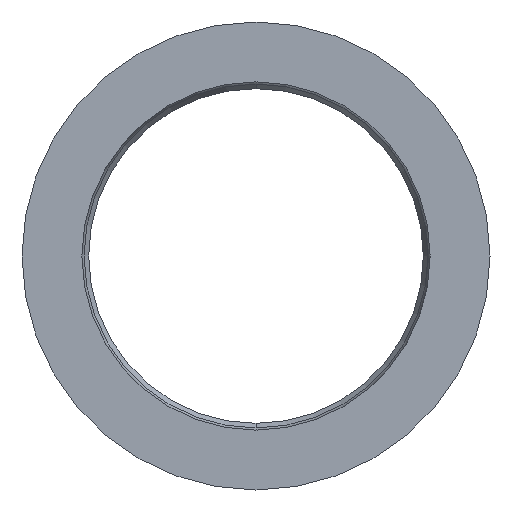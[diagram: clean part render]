
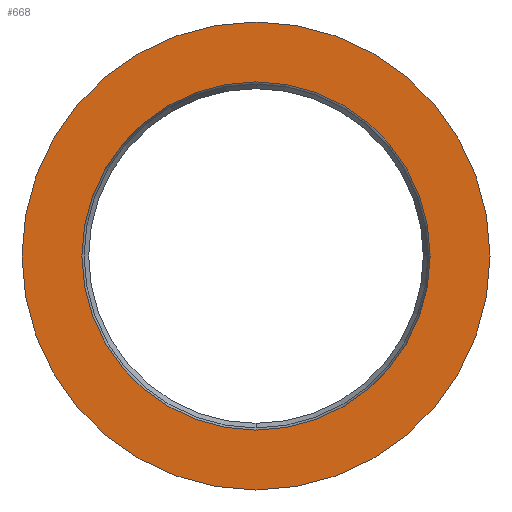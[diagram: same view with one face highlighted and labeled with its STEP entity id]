
A CAD part, left-side view. The second image highlights one B-rep face of the part: STEP entity #668.
In plain terms, the highlighted planar face has unit normal (-1, 0, 0).
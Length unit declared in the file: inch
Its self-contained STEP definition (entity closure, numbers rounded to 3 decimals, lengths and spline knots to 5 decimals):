
#37 = DIRECTION ( 'NONE',  ( 0., 0., 1. ) ) ;
#47 = CARTESIAN_POINT ( 'NONE',  ( 0., 0., 0. ) ) ;
#61 = EDGE_LOOP ( 'NONE', ( #356, #766 ) ) ;
#73 = VERTEX_POINT ( 'NONE', #576 ) ;
#74 = AXIS2_PLACEMENT_3D ( 'NONE', #177, #549, #713 ) ;
#129 = PLANE ( 'NONE',  #516 ) ;
#150 = VERTEX_POINT ( 'NONE', #526 ) ;
#167 = AXIS2_PLACEMENT_3D ( 'NONE', #721, #182, #776 ) ;
#177 = CARTESIAN_POINT ( 'NONE',  ( 0., 0., 0. ) ) ;
#182 = DIRECTION ( 'NONE',  ( -1., 0., 0. ) ) ;
#220 = AXIS2_PLACEMENT_3D ( 'NONE', #582, #578, #37 ) ;
#227 = DIRECTION ( 'NONE',  ( 0., 0., 1. ) ) ;
#272 = AXIS2_PLACEMENT_3D ( 'NONE', #288, #764, #227 ) ;
#288 = CARTESIAN_POINT ( 'NONE',  ( 0., 0., 0. ) ) ;
#322 = CIRCLE ( 'NONE', #167, 1.619 ) ;
#356 = ORIENTED_EDGE ( 'NONE', *, *, #632, .F. ) ;
#362 = DIRECTION ( 'NONE',  ( 0., 0., 1. ) ) ;
#377 = VERTEX_POINT ( 'NONE', #554 ) ;
#411 = FACE_OUTER_BOUND ( 'NONE', #732, .T. ) ;
#457 = CIRCLE ( 'NONE', #272, 1.2045 ) ;
#510 = ORIENTED_EDGE ( 'NONE', *, *, #572, .T. ) ;
#516 = AXIS2_PLACEMENT_3D ( 'NONE', #47, #785, #362 ) ;
#526 = CARTESIAN_POINT ( 'NONE',  ( 0., 0., -1.619 ) ) ;
#549 = DIRECTION ( 'NONE',  ( -1., 0., 0. ) ) ;
#554 = CARTESIAN_POINT ( 'NONE',  ( 0., 0., -1.2045 ) ) ;
#557 = CIRCLE ( 'NONE', #74, 1.2045 ) ;
#567 = VERTEX_POINT ( 'NONE', #699 ) ;
#572 = EDGE_CURVE ( 'NONE', #150, #73, #736, .T. ) ;
#576 = CARTESIAN_POINT ( 'NONE',  ( 0., 0., 1.619 ) ) ;
#578 = DIRECTION ( 'NONE',  ( -1., 0., 0. ) ) ;
#582 = CARTESIAN_POINT ( 'NONE',  ( 0., 0., 0. ) ) ;
#592 = EDGE_CURVE ( 'NONE', #377, #567, #457, .T. ) ;
#632 = EDGE_CURVE ( 'NONE', #567, #377, #557, .T. ) ;
#647 = FACE_BOUND ( 'NONE', #61, .T. ) ;
#668 = ADVANCED_FACE ( 'NONE', ( #411, #647 ), #129, .T. ) ;
#688 = ORIENTED_EDGE ( 'NONE', *, *, #696, .T. ) ;
#696 = EDGE_CURVE ( 'NONE', #73, #150, #322, .T. ) ;
#699 = CARTESIAN_POINT ( 'NONE',  ( 0., 0., 1.2045 ) ) ;
#713 = DIRECTION ( 'NONE',  ( 0., 0., 1. ) ) ;
#721 = CARTESIAN_POINT ( 'NONE',  ( 0., 0., 0. ) ) ;
#732 = EDGE_LOOP ( 'NONE', ( #688, #510 ) ) ;
#736 = CIRCLE ( 'NONE', #220, 1.619 ) ;
#764 = DIRECTION ( 'NONE',  ( -1., 0., 0. ) ) ;
#766 = ORIENTED_EDGE ( 'NONE', *, *, #592, .F. ) ;
#776 = DIRECTION ( 'NONE',  ( 0., 0., 1. ) ) ;
#785 = DIRECTION ( 'NONE',  ( -1., 0., 0. ) ) ;
